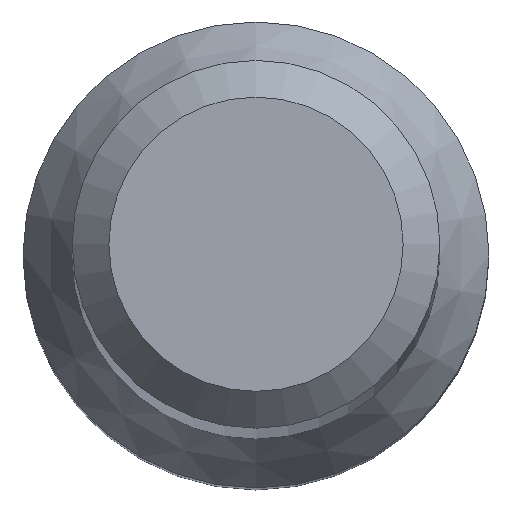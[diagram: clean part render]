
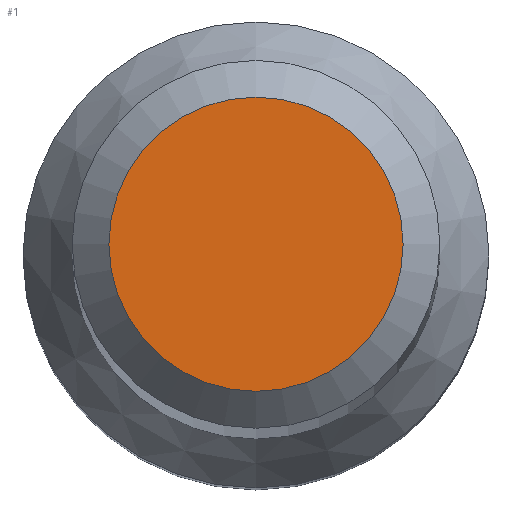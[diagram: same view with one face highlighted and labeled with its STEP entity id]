
A CAD part, top view. The second image highlights one B-rep face of the part: STEP entity #1.
In plain terms, the highlighted planar face has unit normal (0, 0, 1).
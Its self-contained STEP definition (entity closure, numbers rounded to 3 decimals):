
#1 = ADVANCED_FACE ( 'NONE', ( #37 ), #57, .T. ) ;
#21 = DIRECTION ( 'NONE',  ( 0., -1., 0. ) ) ;
#37 = FACE_OUTER_BOUND ( 'NONE', #76, .T. ) ;
#39 = CARTESIAN_POINT ( 'NONE',  ( 0., 0., 80. ) ) ;
#57 = PLANE ( 'NONE',  #207 ) ;
#75 = EDGE_CURVE ( 'NONE', #168, #168, #166, .T. ) ;
#76 = EDGE_LOOP ( 'NONE', ( #159 ) ) ;
#136 = DIRECTION ( 'NONE',  ( 0., 0., 1. ) ) ;
#149 = DIRECTION ( 'NONE',  ( 0., 0., -1. ) ) ;
#159 = ORIENTED_EDGE ( 'NONE', *, *, #75, .F. ) ;
#166 = CIRCLE ( 'NONE', #202, 1.6 ) ;
#168 = VERTEX_POINT ( 'NONE', #220 ) ;
#200 = DIRECTION ( 'NONE',  ( 0., 1., 0. ) ) ;
#202 = AXIS2_PLACEMENT_3D ( 'NONE', #235, #149, #200 ) ;
#207 = AXIS2_PLACEMENT_3D ( 'NONE', #39, #136, #21 ) ;
#220 = CARTESIAN_POINT ( 'NONE',  ( 0., 1.6, 80. ) ) ;
#235 = CARTESIAN_POINT ( 'NONE',  ( 0., 0., 80. ) ) ;
